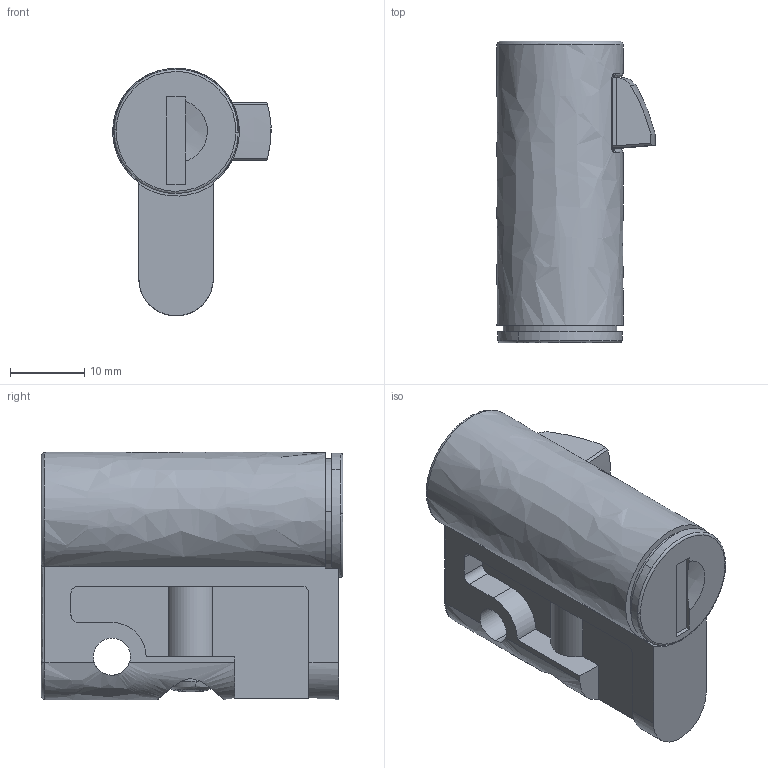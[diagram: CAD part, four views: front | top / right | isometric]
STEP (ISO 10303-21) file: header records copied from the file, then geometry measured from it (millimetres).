
FILE_DESCRIPTION((''),'2;1');
FILE_NAME('','2006-10-26T08:28:18',(''),(''),'','CADfix','');
FILE_SCHEMA(('AUTOMOTIVE_DESIGN { 1 0 10303 214 1 1 1 1 }'));
Length unit declared in the file: millimetre
Products named in the file (2): lock; TEA_1109_U2_N_1542_36
Assembly tree (1 placements, depth 2):
  TEA_1109_U2_N_1542_36
    lock
Bounding box: 21.3 x 40.55 x 33.3 mm (x, y, z)
Volume: 13313.6 mm3; surface area: 5624.7 mm2
Topology: 1 solids, 1 shells, 119 faces, 337 edges, 225 vertices
Faces by surface type: bspline 119
Entity records: 5199 total; most frequent: CARTESIAN_POINT 3232, ORIENTED_EDGE 674, EDGE_CURVE 337, VERTEX_POINT 225, QUASI_UNIFORM_CURVE 180, EDGE_LOOP 126, FACE_OUTER_BOUND 119, ADVANCED_FACE 119
